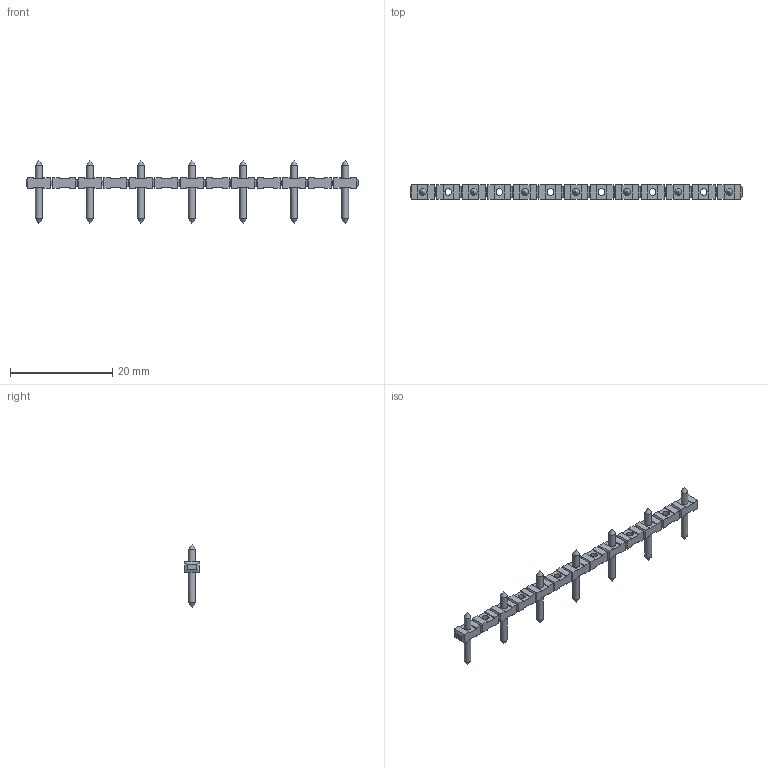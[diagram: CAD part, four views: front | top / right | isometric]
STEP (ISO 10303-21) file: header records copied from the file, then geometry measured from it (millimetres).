
FILE_DESCRIPTION(('STEP AP214'),'1');
FILE_NAME('PVS07-10.stp','2018-11-21T09:33:16',(' '),(' '),'Spatial InterOp 3D',' ',' ');
FILE_SCHEMA(('AUTOMOTIVE_DESIGN { 1 0 10303 214 1 1 1 1 }'));
Length unit declared in the file: metre
Products named in the file (1): 1
Bounding box: 65 x 2.8 x 12.5 mm (x, y, z)
Volume: 397.6 mm3; surface area: 977.2 mm2
Topology: 1 solids, 1 shells, 296 faces, 743 edges, 449 vertices
Faces by surface type: plane 262, cylinder 20, cone 14
Full cylindrical faces by diameter (mm): 1.3 x20
Entity records: 10441 total; most frequent: CARTESIAN_POINT 1387, ORIENTED_EDGE 1336, DIRECTION 1302, EDGE_CURVE 668, LINE 628, VECTOR 628, VERTEX_POINT 422, EDGE_LOOP 342
